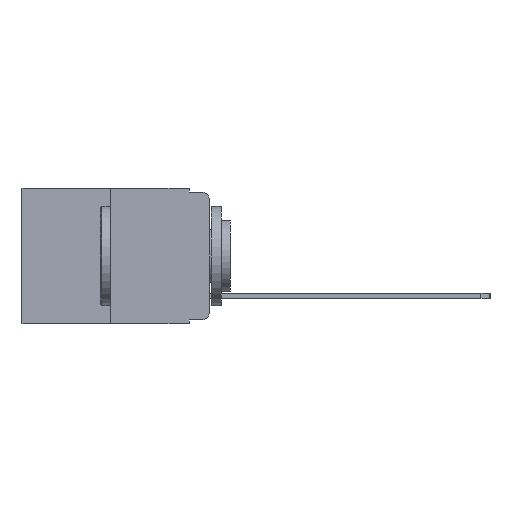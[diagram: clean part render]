
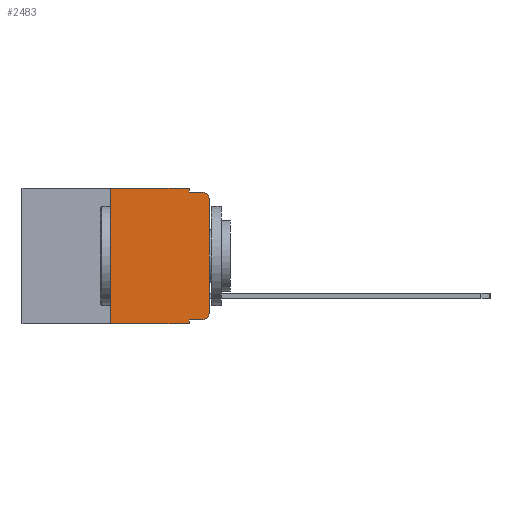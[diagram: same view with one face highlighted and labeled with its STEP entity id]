
A CAD part, left-side view. The second image highlights one B-rep face of the part: STEP entity #2483.
In plain terms, the highlighted planar face has unit normal (-1, 0, 0).
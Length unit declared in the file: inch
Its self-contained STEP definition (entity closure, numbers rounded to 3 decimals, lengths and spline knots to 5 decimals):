
#224 = VERTEX_POINT ( 'NONE', #14371 ) ;
#286 = DIRECTION ( 'NONE',  ( 0., 0., -1. ) ) ;
#1014 = AXIS2_PLACEMENT_3D ( 'NONE', #11233, #15385, #5246 ) ;
#1286 = CARTESIAN_POINT ( 'NONE',  ( 0., 0.051, -0.333 ) ) ;
#1710 = CARTESIAN_POINT ( 'NONE',  ( 0., 0.051, -0.01 ) ) ;
#1916 = CARTESIAN_POINT ( 'NONE',  ( 0., 0.051, 0. ) ) ;
#2042 = DIRECTION ( 'NONE',  ( -1., 0., 0. ) ) ;
#2096 = VECTOR ( 'NONE', #3091, 39.37008 ) ;
#2132 = DIRECTION ( 'NONE',  ( -1., 0., 0. ) ) ;
#2408 = VECTOR ( 'NONE', #2485, 39.37008 ) ;
#2483 = ADVANCED_FACE ( 'NONE', ( #11361 ), #3652, .F. ) ;
#2485 = DIRECTION ( 'NONE',  ( 0., -1., 0. ) ) ;
#2543 = VERTEX_POINT ( 'NONE', #6995 ) ;
#2659 = VECTOR ( 'NONE', #5742, 39.37008 ) ;
#3042 = VERTEX_POINT ( 'NONE', #16719 ) ;
#3071 = ORIENTED_EDGE ( 'NONE', *, *, #10392, .F. ) ;
#3091 = DIRECTION ( 'NONE',  ( 0., 0., 1. ) ) ;
#3387 = DIRECTION ( 'NONE',  ( 0., -1., 0. ) ) ;
#3420 = VECTOR ( 'NONE', #3387, 39.37008 ) ;
#3652 = PLANE ( 'NONE',  #1014 ) ;
#3706 = VERTEX_POINT ( 'NONE', #1286 ) ;
#3915 = LINE ( 'NONE', #1710, #3420 ) ;
#4086 = ORIENTED_EDGE ( 'NONE', *, *, #7455, .F. ) ;
#4127 = CARTESIAN_POINT ( 'NONE',  ( 0., 0.25, 0. ) ) ;
#5246 = DIRECTION ( 'NONE',  ( 0., 0., -1. ) ) ;
#5316 = ORIENTED_EDGE ( 'NONE', *, *, #11351, .F. ) ;
#5326 = EDGE_CURVE ( 'NONE', #7770, #16508, #11172, .T. ) ;
#5376 = CIRCLE ( 'NONE', #15833, 0.02 ) ;
#5742 = DIRECTION ( 'NONE',  ( 0., 0., 1. ) ) ;
#6366 = CARTESIAN_POINT ( 'NONE',  ( 0., 0.473, -0.343 ) ) ;
#6400 = EDGE_CURVE ( 'NONE', #3706, #7770, #17839, .T. ) ;
#6695 = LINE ( 'NONE', #14404, #2408 ) ;
#6714 = DIRECTION ( 'NONE',  ( 0., 0., -1. ) ) ;
#6751 = LINE ( 'NONE', #14108, #17193 ) ;
#6995 = CARTESIAN_POINT ( 'NONE',  ( 0., 0.25, 0. ) ) ;
#7455 = EDGE_CURVE ( 'NONE', #3706, #224, #6751, .T. ) ;
#7770 = VERTEX_POINT ( 'NONE', #15148 ) ;
#7790 = ORIENTED_EDGE ( 'NONE', *, *, #19207, .F. ) ;
#8438 = VERTEX_POINT ( 'NONE', #15529 ) ;
#9440 = EDGE_CURVE ( 'NONE', #16752, #2543, #17781, .T. ) ;
#9646 = ORIENTED_EDGE ( 'NONE', *, *, #9440, .F. ) ;
#9696 = EDGE_CURVE ( 'NONE', #16752, #224, #11972, .T. ) ;
#10006 = DIRECTION ( 'NONE',  ( 0., -1., 0. ) ) ;
#10354 = LINE ( 'NONE', #10417, #2096 ) ;
#10392 = EDGE_CURVE ( 'NONE', #17407, #3042, #19049, .T. ) ;
#10417 = CARTESIAN_POINT ( 'NONE',  ( 0., 0., 0. ) ) ;
#10443 = VECTOR ( 'NONE', #10006, 39.37008 ) ;
#10633 = AXIS2_PLACEMENT_3D ( 'NONE', #11340, #2132, #12752 ) ;
#11140 = CARTESIAN_POINT ( 'NONE',  ( 0., 0.051, 0. ) ) ;
#11172 = CIRCLE ( 'NONE', #10633, 0.02 ) ;
#11233 = CARTESIAN_POINT ( 'NONE',  ( 0., 0.473, 0. ) ) ;
#11253 = CARTESIAN_POINT ( 'NONE',  ( 0., 0.02, -0.03 ) ) ;
#11340 = CARTESIAN_POINT ( 'NONE',  ( 0., 0.02, -0.313 ) ) ;
#11351 = EDGE_CURVE ( 'NONE', #3042, #16367, #3915, .T. ) ;
#11361 = FACE_OUTER_BOUND ( 'NONE', #11776, .T. ) ;
#11544 = VECTOR ( 'NONE', #13624, 39.37008 ) ;
#11564 = CARTESIAN_POINT ( 'NONE',  ( 0., 0.25, -0.343 ) ) ;
#11776 = EDGE_LOOP ( 'NONE', ( #17037, #13826, #5316, #3071, #7790, #9646, #11857, #4086, #11875, #18156 ) ) ;
#11857 = ORIENTED_EDGE ( 'NONE', *, *, #9696, .T. ) ;
#11875 = ORIENTED_EDGE ( 'NONE', *, *, #6400, .T. ) ;
#11972 = LINE ( 'NONE', #6366, #11544 ) ;
#12171 = CARTESIAN_POINT ( 'NONE',  ( 0., 0.02, -0.01 ) ) ;
#12282 = EDGE_CURVE ( 'NONE', #8438, #16367, #5376, .T. ) ;
#12660 = DIRECTION ( 'NONE',  ( 0., 0., -1. ) ) ;
#12752 = DIRECTION ( 'NONE',  ( 0., 0., -1. ) ) ;
#13226 = EDGE_CURVE ( 'NONE', #16508, #8438, #10354, .T. ) ;
#13624 = DIRECTION ( 'NONE',  ( 0., -1., 0. ) ) ;
#13826 = ORIENTED_EDGE ( 'NONE', *, *, #12282, .T. ) ;
#14108 = CARTESIAN_POINT ( 'NONE',  ( 0., 0.051, 0. ) ) ;
#14371 = CARTESIAN_POINT ( 'NONE',  ( 0., 0.051, -0.343 ) ) ;
#14404 = CARTESIAN_POINT ( 'NONE',  ( 0., 0.473, 0. ) ) ;
#15148 = CARTESIAN_POINT ( 'NONE',  ( 0., 0.02, -0.333 ) ) ;
#15385 = DIRECTION ( 'NONE',  ( 1., 0., 0. ) ) ;
#15520 = CARTESIAN_POINT ( 'NONE',  ( 0., 0.051, -0.333 ) ) ;
#15529 = CARTESIAN_POINT ( 'NONE',  ( 0., 0., -0.03 ) ) ;
#15833 = AXIS2_PLACEMENT_3D ( 'NONE', #11253, #2042, #12660 ) ;
#16367 = VERTEX_POINT ( 'NONE', #12171 ) ;
#16508 = VERTEX_POINT ( 'NONE', #17983 ) ;
#16719 = CARTESIAN_POINT ( 'NONE',  ( 0., 0.051, -0.01 ) ) ;
#16752 = VERTEX_POINT ( 'NONE', #11564 ) ;
#17037 = ORIENTED_EDGE ( 'NONE', *, *, #13226, .T. ) ;
#17193 = VECTOR ( 'NONE', #286, 39.37008 ) ;
#17407 = VERTEX_POINT ( 'NONE', #11140 ) ;
#17781 = LINE ( 'NONE', #4127, #2659 ) ;
#17839 = LINE ( 'NONE', #15520, #10443 ) ;
#17983 = CARTESIAN_POINT ( 'NONE',  ( 0., 0., -0.313 ) ) ;
#18156 = ORIENTED_EDGE ( 'NONE', *, *, #5326, .T. ) ;
#18633 = VECTOR ( 'NONE', #6714, 39.37008 ) ;
#19049 = LINE ( 'NONE', #1916, #18633 ) ;
#19207 = EDGE_CURVE ( 'NONE', #2543, #17407, #6695, .T. ) ;
